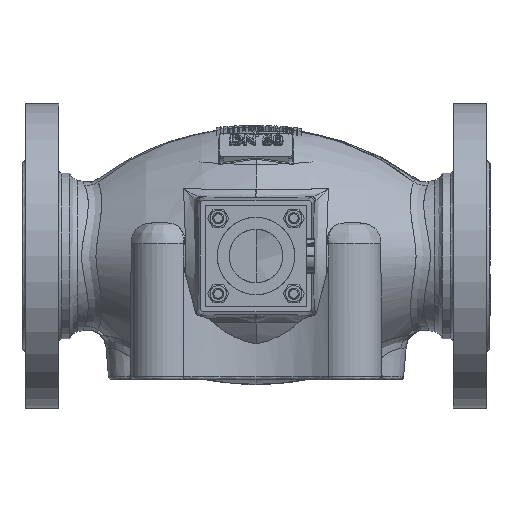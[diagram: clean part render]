
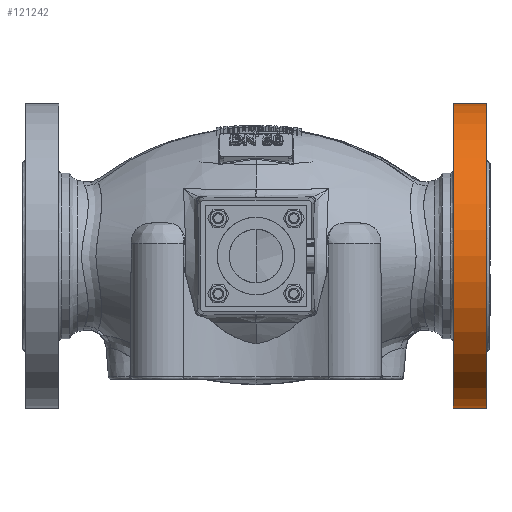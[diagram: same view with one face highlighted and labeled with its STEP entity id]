
A CAD part, front view. The second image highlights one B-rep face of the part: STEP entity #121242.
In plain terms, the highlighted cylindrical face has radius 82.5 mm (diameter 165 mm), a partial arc.
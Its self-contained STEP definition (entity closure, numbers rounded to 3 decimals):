
#336 = LINE ( 'NONE', #25550, #120188 ) ;
#5675 = LINE ( 'NONE', #97651, #93054 ) ;
#7190 = CARTESIAN_POINT ( 'NONE',  ( 101.5, 0., 0. ) ) ;
#8485 = VERTEX_POINT ( 'NONE', #111882 ) ;
#8554 = CARTESIAN_POINT ( 'NONE',  ( 107., 0., 82.5 ) ) ;
#14154 = CIRCLE ( 'NONE', #45585, 82.5 ) ;
#18767 = CYLINDRICAL_SURFACE ( 'NONE', #108643, 82.5 ) ;
#20037 = ORIENTED_EDGE ( 'NONE', *, *, #24518, .T. ) ;
#20969 = EDGE_LOOP ( 'NONE', ( #82034, #20037, #55566, #68992 ) ) ;
#23578 = CARTESIAN_POINT ( 'NONE',  ( 125., 0., 82.5 ) ) ;
#24518 = EDGE_CURVE ( 'NONE', #117067, #90762, #14154, .T. ) ;
#25550 = CARTESIAN_POINT ( 'NONE',  ( 101.5, 0., -82.5 ) ) ;
#27515 = EDGE_CURVE ( 'NONE', #46389, #8485, #89384, .T. ) ;
#29876 = AXIS2_PLACEMENT_3D ( 'NONE', #87810, #31169, #97307 ) ;
#31169 = DIRECTION ( 'NONE',  ( 1., 0., 0. ) ) ;
#35277 = DIRECTION ( 'NONE',  ( 0., 0., -1. ) ) ;
#45585 = AXIS2_PLACEMENT_3D ( 'NONE', #50168, #116368, #59664 ) ;
#46389 = VERTEX_POINT ( 'NONE', #8554 ) ;
#50168 = CARTESIAN_POINT ( 'NONE',  ( 125., 0., 0. ) ) ;
#55566 = ORIENTED_EDGE ( 'NONE', *, *, #117558, .T. ) ;
#59664 = DIRECTION ( 'NONE',  ( 0., 0., -1. ) ) ;
#63587 = DIRECTION ( 'NONE',  ( 1., 0., 0. ) ) ;
#68992 = ORIENTED_EDGE ( 'NONE', *, *, #27515, .T. ) ;
#82034 = ORIENTED_EDGE ( 'NONE', *, *, #84370, .T. ) ;
#84370 = EDGE_CURVE ( 'NONE', #8485, #117067, #336, .T. ) ;
#87810 = CARTESIAN_POINT ( 'NONE',  ( 107., 0., 0. ) ) ;
#89384 = CIRCLE ( 'NONE', #29876, 82.5 ) ;
#90762 = VERTEX_POINT ( 'NONE', #23578 ) ;
#93054 = VECTOR ( 'NONE', #107175, 1000. ) ;
#96182 = CARTESIAN_POINT ( 'NONE',  ( 125., 0., -82.5 ) ) ;
#97307 = DIRECTION ( 'NONE',  ( 0., 0., -1. ) ) ;
#97651 = CARTESIAN_POINT ( 'NONE',  ( 101.5, 0., 82.5 ) ) ;
#103139 = FACE_OUTER_BOUND ( 'NONE', #20969, .T. ) ;
#107175 = DIRECTION ( 'NONE',  ( -1., 0., 0. ) ) ;
#108643 = AXIS2_PLACEMENT_3D ( 'NONE', #7190, #120498, #35277 ) ;
#111882 = CARTESIAN_POINT ( 'NONE',  ( 107., 0., -82.5 ) ) ;
#116368 = DIRECTION ( 'NONE',  ( -1., 0., 0. ) ) ;
#117067 = VERTEX_POINT ( 'NONE', #96182 ) ;
#117558 = EDGE_CURVE ( 'NONE', #90762, #46389, #5675, .T. ) ;
#120188 = VECTOR ( 'NONE', #63587, 1000. ) ;
#120498 = DIRECTION ( 'NONE',  ( 1., 0., 0. ) ) ;
#121242 = ADVANCED_FACE ( 'NONE', ( #103139 ), #18767, .T. ) ;
